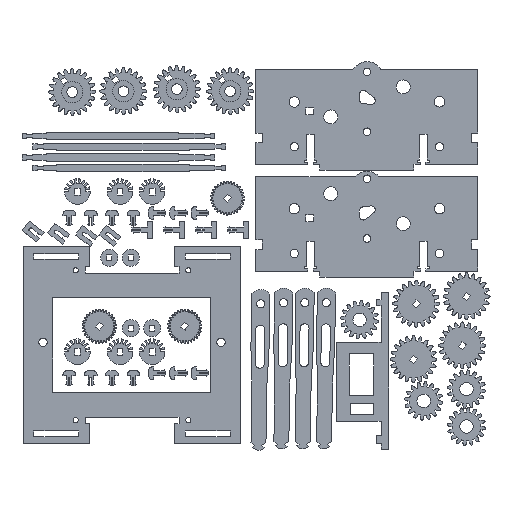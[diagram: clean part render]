
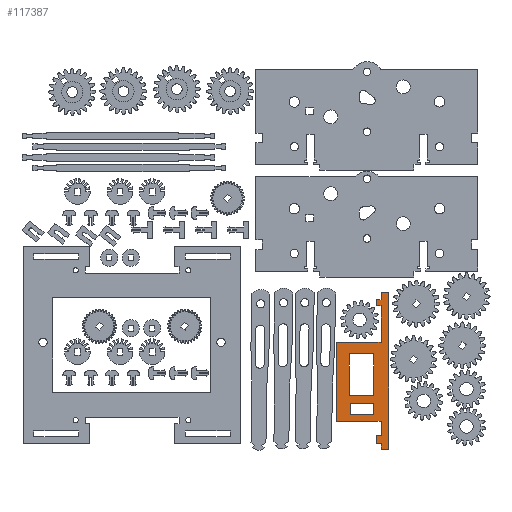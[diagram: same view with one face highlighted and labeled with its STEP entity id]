
A CAD part, top view. The second image highlights one B-rep face of the part: STEP entity #117387.
In plain terms, the highlighted planar face has unit normal (0, 0, 1).
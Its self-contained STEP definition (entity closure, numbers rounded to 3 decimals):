
#303=FACE_BOUND('',#14283,.T.);
#304=FACE_BOUND('',#14284,.T.);
#2929=PLANE('',#124098);
#8398=FACE_OUTER_BOUND('',#14282,.T.);
#14282=EDGE_LOOP('',(#96004,#96005,#96006,#96007,#96008,#96009,#96010,#96011,
#96012,#96013,#96014,#96015,#96016,#96017,#96018,#96019));
#14283=EDGE_LOOP('',(#96020,#96021,#96022,#96023));
#14284=EDGE_LOOP('',(#96024,#96025,#96026,#96027));
#25118=LINE('',#174882,#41062);
#25121=LINE('',#174888,#41065);
#25124=LINE('',#174894,#41068);
#25127=LINE('',#174898,#41071);
#25130=LINE('',#174906,#41074);
#25133=LINE('',#174912,#41077);
#25136=LINE('',#174918,#41080);
#25139=LINE('',#174922,#41083);
#25142=LINE('',#174930,#41086);
#25145=LINE('',#174936,#41089);
#25148=LINE('',#174942,#41092);
#25151=LINE('',#174948,#41095);
#25154=LINE('',#174954,#41098);
#25157=LINE('',#174960,#41101);
#25160=LINE('',#174966,#41104);
#25163=LINE('',#174972,#41107);
#25166=LINE('',#174978,#41110);
#25169=LINE('',#174984,#41113);
#25172=LINE('',#174990,#41116);
#25175=LINE('',#174996,#41119);
#25178=LINE('',#175002,#41122);
#25181=LINE('',#175008,#41125);
#25184=LINE('',#175014,#41128);
#25187=LINE('',#175018,#41131);
#41062=VECTOR('',#142350,10.);
#41065=VECTOR('',#142355,10.);
#41068=VECTOR('',#142360,10.);
#41071=VECTOR('',#142365,10.);
#41074=VECTOR('',#142370,10.);
#41077=VECTOR('',#142375,10.);
#41080=VECTOR('',#142380,10.);
#41083=VECTOR('',#142385,10.);
#41086=VECTOR('',#142390,10.);
#41089=VECTOR('',#142395,10.);
#41092=VECTOR('',#142400,10.);
#41095=VECTOR('',#142405,10.);
#41098=VECTOR('',#142410,10.);
#41101=VECTOR('',#142415,10.);
#41104=VECTOR('',#142420,10.);
#41107=VECTOR('',#142425,10.);
#41110=VECTOR('',#142430,10.);
#41113=VECTOR('',#142435,10.);
#41116=VECTOR('',#142440,10.);
#41119=VECTOR('',#142445,10.);
#41122=VECTOR('',#142450,10.);
#41125=VECTOR('',#142455,10.);
#41128=VECTOR('',#142460,10.);
#41131=VECTOR('',#142465,10.);
#56132=VERTEX_POINT('',#174879);
#56133=VERTEX_POINT('',#174881);
#56135=VERTEX_POINT('',#174887);
#56137=VERTEX_POINT('',#174893);
#56140=VERTEX_POINT('',#174903);
#56141=VERTEX_POINT('',#174905);
#56143=VERTEX_POINT('',#174911);
#56145=VERTEX_POINT('',#174917);
#56148=VERTEX_POINT('',#174927);
#56149=VERTEX_POINT('',#174929);
#56151=VERTEX_POINT('',#174935);
#56153=VERTEX_POINT('',#174941);
#56155=VERTEX_POINT('',#174947);
#56157=VERTEX_POINT('',#174953);
#56159=VERTEX_POINT('',#174959);
#56161=VERTEX_POINT('',#174965);
#56163=VERTEX_POINT('',#174971);
#56165=VERTEX_POINT('',#174977);
#56167=VERTEX_POINT('',#174983);
#56169=VERTEX_POINT('',#174989);
#56171=VERTEX_POINT('',#174995);
#56173=VERTEX_POINT('',#175001);
#56175=VERTEX_POINT('',#175007);
#56177=VERTEX_POINT('',#175013);
#70392=EDGE_CURVE('',#56133,#56132,#25118,.T.);
#70395=EDGE_CURVE('',#56135,#56133,#25121,.T.);
#70398=EDGE_CURVE('',#56137,#56135,#25124,.T.);
#70401=EDGE_CURVE('',#56132,#56137,#25127,.T.);
#70404=EDGE_CURVE('',#56141,#56140,#25130,.T.);
#70407=EDGE_CURVE('',#56143,#56141,#25133,.T.);
#70410=EDGE_CURVE('',#56145,#56143,#25136,.T.);
#70413=EDGE_CURVE('',#56140,#56145,#25139,.T.);
#70416=EDGE_CURVE('',#56149,#56148,#25142,.T.);
#70419=EDGE_CURVE('',#56151,#56149,#25145,.T.);
#70422=EDGE_CURVE('',#56153,#56151,#25148,.T.);
#70425=EDGE_CURVE('',#56155,#56153,#25151,.T.);
#70428=EDGE_CURVE('',#56157,#56155,#25154,.T.);
#70431=EDGE_CURVE('',#56159,#56157,#25157,.T.);
#70434=EDGE_CURVE('',#56161,#56159,#25160,.T.);
#70437=EDGE_CURVE('',#56163,#56161,#25163,.T.);
#70440=EDGE_CURVE('',#56165,#56163,#25166,.T.);
#70443=EDGE_CURVE('',#56167,#56165,#25169,.T.);
#70446=EDGE_CURVE('',#56169,#56167,#25172,.T.);
#70449=EDGE_CURVE('',#56171,#56169,#25175,.T.);
#70452=EDGE_CURVE('',#56173,#56171,#25178,.T.);
#70455=EDGE_CURVE('',#56175,#56173,#25181,.T.);
#70458=EDGE_CURVE('',#56177,#56175,#25184,.T.);
#70461=EDGE_CURVE('',#56148,#56177,#25187,.T.);
#96004=ORIENTED_EDGE('',*,*,#70461,.T.);
#96005=ORIENTED_EDGE('',*,*,#70458,.T.);
#96006=ORIENTED_EDGE('',*,*,#70455,.T.);
#96007=ORIENTED_EDGE('',*,*,#70452,.T.);
#96008=ORIENTED_EDGE('',*,*,#70449,.T.);
#96009=ORIENTED_EDGE('',*,*,#70446,.T.);
#96010=ORIENTED_EDGE('',*,*,#70443,.T.);
#96011=ORIENTED_EDGE('',*,*,#70440,.T.);
#96012=ORIENTED_EDGE('',*,*,#70437,.T.);
#96013=ORIENTED_EDGE('',*,*,#70434,.T.);
#96014=ORIENTED_EDGE('',*,*,#70431,.T.);
#96015=ORIENTED_EDGE('',*,*,#70428,.T.);
#96016=ORIENTED_EDGE('',*,*,#70425,.T.);
#96017=ORIENTED_EDGE('',*,*,#70422,.T.);
#96018=ORIENTED_EDGE('',*,*,#70419,.T.);
#96019=ORIENTED_EDGE('',*,*,#70416,.T.);
#96020=ORIENTED_EDGE('',*,*,#70413,.T.);
#96021=ORIENTED_EDGE('',*,*,#70410,.T.);
#96022=ORIENTED_EDGE('',*,*,#70407,.T.);
#96023=ORIENTED_EDGE('',*,*,#70404,.T.);
#96024=ORIENTED_EDGE('',*,*,#70401,.T.);
#96025=ORIENTED_EDGE('',*,*,#70398,.T.);
#96026=ORIENTED_EDGE('',*,*,#70395,.T.);
#96027=ORIENTED_EDGE('',*,*,#70392,.T.);
#117387=ADVANCED_FACE('',(#8398,#303,#304),#2929,.T.);
#124098=AXIS2_PLACEMENT_3D('',#175019,#142466,#142467);
#142350=DIRECTION('',(1.,0.,0.));
#142355=DIRECTION('',(0.,1.,0.));
#142360=DIRECTION('',(-1.,0.,0.));
#142365=DIRECTION('',(0.,-1.,0.));
#142370=DIRECTION('',(1.,0.,0.));
#142375=DIRECTION('',(0.,1.,0.));
#142380=DIRECTION('',(-1.,0.,0.));
#142385=DIRECTION('',(0.,-1.,0.));
#142390=DIRECTION('',(0.,-1.,0.));
#142395=DIRECTION('',(1.,0.,0.));
#142400=DIRECTION('',(0.,-1.,0.));
#142405=DIRECTION('',(-1.,0.,0.));
#142410=DIRECTION('',(0.,-1.,0.));
#142415=DIRECTION('',(1.,0.,0.));
#142420=DIRECTION('',(0.,-1.,0.));
#142425=DIRECTION('',(-1.,0.,0.));
#142430=DIRECTION('',(0.,-1.,0.));
#142435=DIRECTION('',(-1.,0.,0.));
#142440=DIRECTION('',(0.,1.,0.));
#142445=DIRECTION('',(1.,0.,0.));
#142450=DIRECTION('',(0.,-1.,0.));
#142455=DIRECTION('',(1.,0.,0.));
#142460=DIRECTION('',(0.,-1.,0.));
#142465=DIRECTION('',(-1.,0.,0.));
#142466=DIRECTION('center_axis',(0.,0.,1.));
#142467=DIRECTION('ref_axis',(1.,0.,0.));
#174879=CARTESIAN_POINT('',(98.305,-85.365,2.7));
#174881=CARTESIAN_POINT('',(86.805,-85.365,2.7));
#174882=CARTESIAN_POINT('',(98.305,-85.365,2.7));
#174887=CARTESIAN_POINT('',(86.805,-104.865,2.7));
#174888=CARTESIAN_POINT('',(86.805,-85.365,2.7));
#174893=CARTESIAN_POINT('',(98.305,-104.865,2.7));
#174894=CARTESIAN_POINT('',(86.805,-104.865,2.7));
#174898=CARTESIAN_POINT('',(98.305,-104.865,2.7));
#174903=CARTESIAN_POINT('',(98.476,-108.5,2.7));
#174905=CARTESIAN_POINT('',(87.375,-108.5,2.7));
#174906=CARTESIAN_POINT('',(98.476,-108.5,2.7));
#174911=CARTESIAN_POINT('',(87.375,-114.,2.7));
#174912=CARTESIAN_POINT('',(87.375,-108.5,2.7));
#174917=CARTESIAN_POINT('',(98.476,-114.,2.7));
#174918=CARTESIAN_POINT('',(87.375,-114.,2.7));
#174922=CARTESIAN_POINT('',(98.476,-114.,2.7));
#174927=CARTESIAN_POINT('',(101.805,-123.586,2.7));
#174929=CARTESIAN_POINT('',(101.805,-116.865,2.7));
#174930=CARTESIAN_POINT('',(101.805,-123.586,2.7));
#174935=CARTESIAN_POINT('',(80.805,-116.865,2.7));
#174936=CARTESIAN_POINT('',(101.805,-116.865,2.7));
#174941=CARTESIAN_POINT('',(80.805,-79.865,2.7));
#174942=CARTESIAN_POINT('',(80.805,-116.865,2.7));
#174947=CARTESIAN_POINT('',(101.805,-79.865,2.7));
#174948=CARTESIAN_POINT('',(80.805,-79.865,2.7));
#174953=CARTESIAN_POINT('',(101.805,-62.956,2.7));
#174954=CARTESIAN_POINT('',(101.805,-79.865,2.7));
#174959=CARTESIAN_POINT('',(99.5,-62.956,2.7));
#174960=CARTESIAN_POINT('',(101.805,-62.956,2.7));
#174965=CARTESIAN_POINT('',(99.5,-60.,2.7));
#174966=CARTESIAN_POINT('',(99.5,-62.956,2.7));
#174971=CARTESIAN_POINT('',(101.805,-60.,2.7));
#174972=CARTESIAN_POINT('',(99.5,-60.,2.7));
#174977=CARTESIAN_POINT('',(101.805,-56.615,2.7));
#174978=CARTESIAN_POINT('',(101.805,-60.,2.7));
#174983=CARTESIAN_POINT('',(105.305,-56.615,2.7));
#174984=CARTESIAN_POINT('',(101.805,-56.615,2.7));
#174989=CARTESIAN_POINT('',(105.305,-130.115,2.7));
#174990=CARTESIAN_POINT('',(105.305,-56.615,2.7));
#174995=CARTESIAN_POINT('',(101.805,-130.115,2.7));
#174996=CARTESIAN_POINT('',(105.305,-130.115,2.7));
#175001=CARTESIAN_POINT('',(101.805,-127.34,2.7));
#175002=CARTESIAN_POINT('',(101.805,-130.115,2.7));
#175007=CARTESIAN_POINT('',(99.464,-127.34,2.7));
#175008=CARTESIAN_POINT('',(101.805,-127.34,2.7));
#175013=CARTESIAN_POINT('',(99.464,-123.586,2.7));
#175014=CARTESIAN_POINT('',(99.464,-127.34,2.7));
#175018=CARTESIAN_POINT('',(99.464,-123.586,2.7));
#175019=CARTESIAN_POINT('Origin',(93.055,-93.365,2.7));
